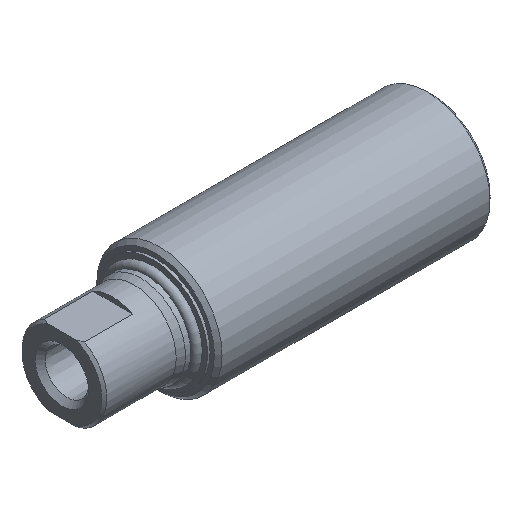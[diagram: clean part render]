
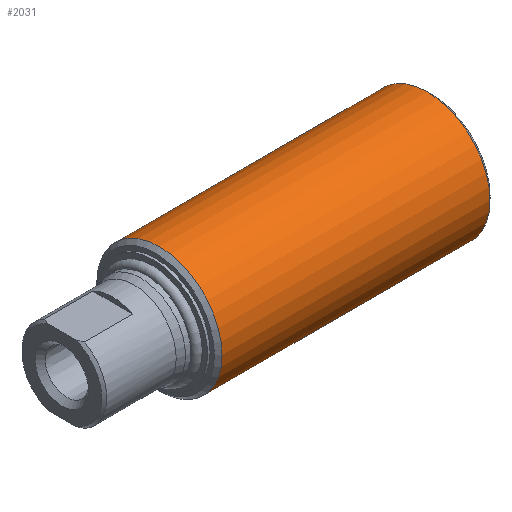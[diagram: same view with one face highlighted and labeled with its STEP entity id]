
A CAD part, isometric view. The second image highlights one B-rep face of the part: STEP entity #2031.
In plain terms, the highlighted cylindrical face has radius 12.522 mm (diameter 25.044 mm), a full revolution.
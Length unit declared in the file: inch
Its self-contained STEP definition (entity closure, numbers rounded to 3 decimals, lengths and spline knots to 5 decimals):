
#62=FACE_BOUND('',#369,.T.);
#98=CYLINDRICAL_SURFACE('',#2243,0.493);
#232=FACE_OUTER_BOUND('',#368,.T.);
#368=EDGE_LOOP('',(#1828));
#369=EDGE_LOOP('',(#1829));
#798=CIRCLE('',#2242,0.493);
#799=CIRCLE('',#2244,0.493);
#998=VERTEX_POINT('',#3488);
#999=VERTEX_POINT('',#3491);
#1282=EDGE_CURVE('',#998,#998,#798,.T.);
#1283=EDGE_CURVE('',#999,#999,#799,.T.);
#1828=ORIENTED_EDGE('',*,*,#1283,.F.);
#1829=ORIENTED_EDGE('',*,*,#1282,.T.);
#2031=ADVANCED_FACE('',(#232,#62),#98,.T.);
#2242=AXIS2_PLACEMENT_3D('',#3489,#2810,#2811);
#2243=AXIS2_PLACEMENT_3D('',#3490,#2812,#2813);
#2244=AXIS2_PLACEMENT_3D('',#3492,#2814,#2815);
#2810=DIRECTION('center_axis',(1.,0.,0.));
#2811=DIRECTION('ref_axis',(0.,1.,0.));
#2812=DIRECTION('center_axis',(1.,0.,0.));
#2813=DIRECTION('ref_axis',(0.,1.,0.));
#2814=DIRECTION('center_axis',(1.,0.,0.));
#2815=DIRECTION('ref_axis',(0.,1.,0.));
#3488=CARTESIAN_POINT('',(0.76797,0.493,0.));
#3489=CARTESIAN_POINT('Origin',(0.76797,0.,
0.));
#3490=CARTESIAN_POINT('Origin',(1.82297,0.,0.));
#3491=CARTESIAN_POINT('',(2.87797,0.493,0.));
#3492=CARTESIAN_POINT('Origin',(2.87797,0.,0.));
